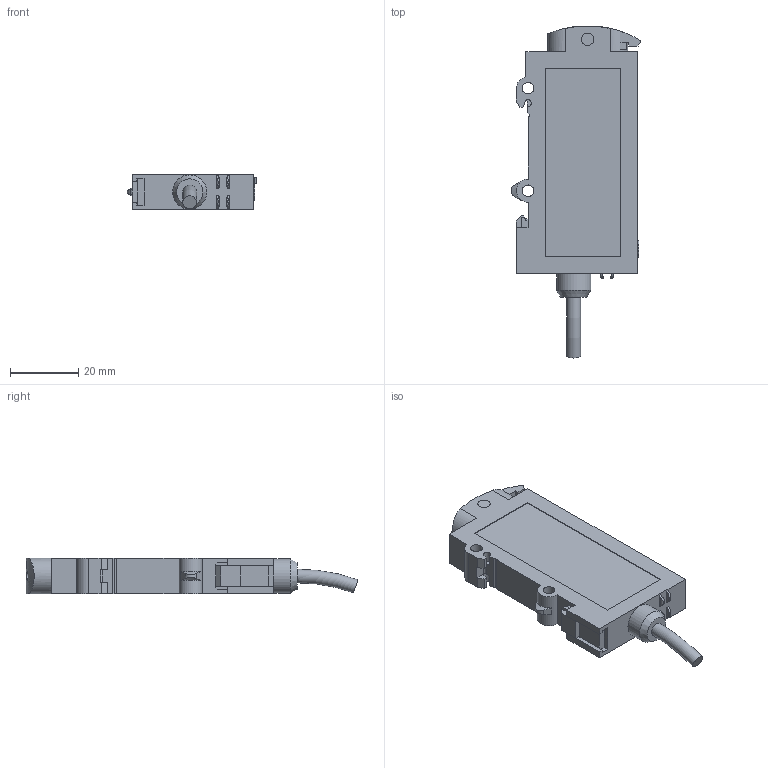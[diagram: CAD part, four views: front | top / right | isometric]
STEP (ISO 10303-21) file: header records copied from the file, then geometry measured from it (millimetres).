
FILE_DESCRIPTION(/* description */ ('STEP AP214'),/* implementation_level */ '2;1');
FILE_NAME(/* name */ '552795_SOE4-FO-L-HF2-1P-K',/* time_stamp */ '2024-09-15T09:32:07+02:00',/* author */ ('License CC BY-ND 4.0'),/* organization */ ('CADENAS'),/* preprocessor_version */ 'ST-DEVELOPER v19.3',/* originating_system */ 'PARTsolutions',/* authorisation */ ' ');
FILE_SCHEMA (('AUTOMOTIVE_DESIGN {1 0 10303 214 3 1 1}'));
Length unit declared in the file: millimetre
Products named in the file (1): 552795 SOE4-FO-L-HF2-1P-K
Bounding box: 37.85 x 97.06 x 10.42 mm (x, y, z)
Volume: 23965.3 mm3; surface area: 8145.1 mm2
Topology: 1 solids, 1 shells, 164 faces, 439 edges, 294 vertices
Faces by surface type: plane 112, cylinder 48, cone 3, torus 1
Full cylindrical faces by diameter (mm): 2.4 x2, 3.4 x2, 3.6 x3, 4 x2, 5 x1, 10 x1
Entity records: 6284 total; most frequent: CARTESIAN_POINT 1046, ORIENTED_EDGE 848, DIRECTION 799, EDGE_CURVE 424, LINE 293, VECTOR 293, VERTEX_POINT 292, AXIS2_PLACEMENT_3D 253
